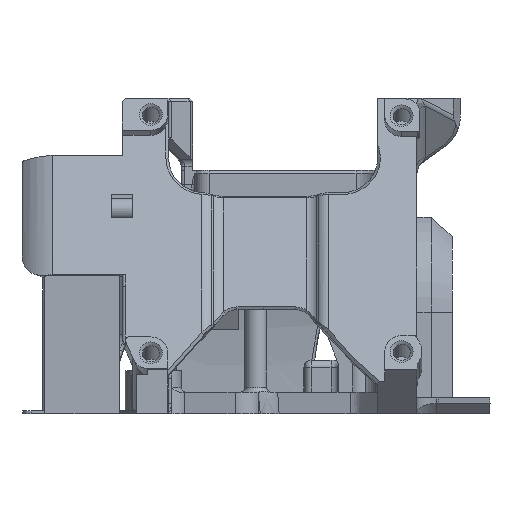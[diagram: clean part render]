
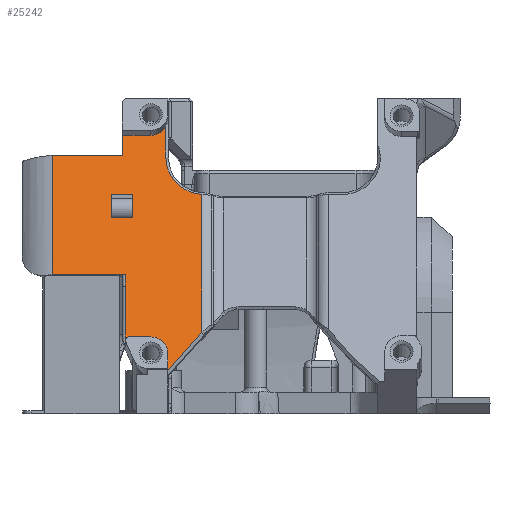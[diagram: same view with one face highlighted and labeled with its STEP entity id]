
A CAD part, left-side view. The second image highlights one B-rep face of the part: STEP entity #25242.
In plain terms, the highlighted planar face has unit normal (-0.94, 0, 0.342).
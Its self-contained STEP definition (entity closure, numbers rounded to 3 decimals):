
#1280=CIRCLE('',#27105,0.5);
#1281=CIRCLE('',#27106,2.35);
#1282=CIRCLE('',#27107,5.4);
#1283=CIRCLE('',#27108,2.35);
#2408=B_SPLINE_CURVE_WITH_KNOTS('',3,(#42491,#42492,#42493,#42494),
 .UNSPECIFIED.,.F.,.F.,(4,4),(0.,0.06),.UNSPECIFIED.);
#2409=B_SPLINE_CURVE_WITH_KNOTS('',3,(#42504,#42505,#42506,#42507),
 .UNSPECIFIED.,.F.,.F.,(4,4),(0.02,0.022),
 .UNSPECIFIED.);
#6485=ORIENTED_EDGE('',*,*,#12467,.F.);
#6486=ORIENTED_EDGE('',*,*,#12468,.T.);
#6487=ORIENTED_EDGE('',*,*,#12469,.T.);
#6488=ORIENTED_EDGE('',*,*,#12470,.T.);
#6489=ORIENTED_EDGE('',*,*,#12471,.T.);
#6490=ORIENTED_EDGE('',*,*,#12472,.F.);
#6491=ORIENTED_EDGE('',*,*,#12473,.T.);
#6492=ORIENTED_EDGE('',*,*,#12474,.F.);
#6493=ORIENTED_EDGE('',*,*,#12475,.F.);
#6494=ORIENTED_EDGE('',*,*,#12476,.T.);
#6495=ORIENTED_EDGE('',*,*,#12477,.T.);
#6496=ORIENTED_EDGE('',*,*,#12478,.T.);
#6497=ORIENTED_EDGE('',*,*,#12479,.T.);
#6498=ORIENTED_EDGE('',*,*,#12480,.F.);
#6499=ORIENTED_EDGE('',*,*,#12481,.F.);
#6500=ORIENTED_EDGE('',*,*,#12482,.F.);
#6501=ORIENTED_EDGE('',*,*,#12483,.F.);
#6502=ORIENTED_EDGE('',*,*,#12484,.F.);
#6503=ORIENTED_EDGE('',*,*,#12485,.F.);
#6504=ORIENTED_EDGE('',*,*,#12486,.F.);
#6505=ORIENTED_EDGE('',*,*,#12487,.T.);
#12467=EDGE_CURVE('',#15694,#15695,#17862,.T.);
#12468=EDGE_CURVE('',#15694,#15696,#17863,.T.);
#12469=EDGE_CURVE('',#15696,#15697,#17864,.T.);
#12470=EDGE_CURVE('',#15697,#15695,#17865,.T.);
#12471=EDGE_CURVE('',#15698,#15699,#17866,.F.);
#12472=EDGE_CURVE('',#15700,#15699,#1280,.F.);
#12473=EDGE_CURVE('',#15700,#15701,#17867,.T.);
#12474=EDGE_CURVE('',#15702,#15701,#1281,.T.);
#12475=EDGE_CURVE('',#15703,#15702,#17868,.T.);
#12476=EDGE_CURVE('',#15703,#15704,#17869,.T.);
#12477=EDGE_CURVE('',#15704,#15705,#17870,.T.);
#12478=EDGE_CURVE('',#15705,#15706,#1282,.T.);
#12479=EDGE_CURVE('',#15706,#15707,#17871,.T.);
#12480=EDGE_CURVE('',#15708,#15707,#1283,.T.);
#12481=EDGE_CURVE('',#15709,#15708,#17872,.T.);
#12482=EDGE_CURVE('',#15710,#15709,#2408,.F.);
#12483=EDGE_CURVE('',#15711,#15710,#17873,.T.);
#12484=EDGE_CURVE('',#15712,#15711,#17874,.T.);
#12485=EDGE_CURVE('',#15713,#15712,#17875,.T.);
#12486=EDGE_CURVE('',#15714,#15713,#17876,.T.);
#12487=EDGE_CURVE('',#15714,#15698,#2409,.T.);
#15694=VERTEX_POINT('',#42461);
#15695=VERTEX_POINT('',#42462);
#15696=VERTEX_POINT('',#42464);
#15697=VERTEX_POINT('',#42466);
#15698=VERTEX_POINT('',#42469);
#15699=VERTEX_POINT('',#42470);
#15700=VERTEX_POINT('',#42472);
#15701=VERTEX_POINT('',#42474);
#15702=VERTEX_POINT('',#42476);
#15703=VERTEX_POINT('',#42478);
#15704=VERTEX_POINT('',#42480);
#15705=VERTEX_POINT('',#42482);
#15706=VERTEX_POINT('',#42484);
#15707=VERTEX_POINT('',#42486);
#15708=VERTEX_POINT('',#42488);
#15709=VERTEX_POINT('',#42490);
#15710=VERTEX_POINT('',#42495);
#15711=VERTEX_POINT('',#42497);
#15712=VERTEX_POINT('',#42499);
#15713=VERTEX_POINT('',#42501);
#15714=VERTEX_POINT('',#42503);
#17862=LINE('',#42460,#19825);
#17863=LINE('',#42463,#19826);
#17864=LINE('',#42465,#19827);
#17865=LINE('',#42467,#19828);
#17866=LINE('',#42468,#19829);
#17867=LINE('',#42473,#19830);
#17868=LINE('',#42477,#19831);
#17869=LINE('',#42479,#19832);
#17870=LINE('',#42481,#19833);
#17871=LINE('',#42485,#19834);
#17872=LINE('',#42489,#19835);
#17873=LINE('',#42496,#19836);
#17874=LINE('',#42498,#19837);
#17875=LINE('',#42500,#19838);
#17876=LINE('',#42502,#19839);
#19825=VECTOR('',#31578,1000.);
#19826=VECTOR('',#31579,1000.);
#19827=VECTOR('',#31580,1000.);
#19828=VECTOR('',#31581,1000.);
#19829=VECTOR('',#31582,1000.);
#19830=VECTOR('',#31585,1000.);
#19831=VECTOR('',#31588,1000.);
#19832=VECTOR('',#31589,1000.);
#19833=VECTOR('',#31590,1000.);
#19834=VECTOR('',#31593,1000.);
#19835=VECTOR('',#31596,1000.);
#19836=VECTOR('',#31597,1000.);
#19837=VECTOR('',#31598,1000.);
#19838=VECTOR('',#31599,1000.);
#19839=VECTOR('',#31600,1000.);
#21440=EDGE_LOOP('',(#6485,#6486,#6487,#6488));
#21441=EDGE_LOOP('',(#6489,#6490,#6491,#6492,#6493,#6494,#6495,#6496,#6497,
#6498,#6499,#6500,#6501,#6502,#6503,#6504,#6505));
#23011=FACE_BOUND('',#21440,.T.);
#23012=FACE_BOUND('',#21441,.T.);
#24292=PLANE('',#27104);
#25242=ADVANCED_FACE('',(#23011,#23012),#24292,.T.);
#27104=AXIS2_PLACEMENT_3D('',#42459,#31576,#31577);
#27105=AXIS2_PLACEMENT_3D('',#42471,#31583,#31584);
#27106=AXIS2_PLACEMENT_3D('',#42475,#31586,#31587);
#27107=AXIS2_PLACEMENT_3D('',#42483,#31591,#31592);
#27108=AXIS2_PLACEMENT_3D('',#42487,#31594,#31595);
#31576=DIRECTION('',(-0.94,0.,0.342));
#31577=DIRECTION('',(-0.342,0.,-0.94));
#31578=DIRECTION('',(0.342,0.,0.94));
#31579=DIRECTION('',(0.,1.,0.));
#31580=DIRECTION('',(0.342,0.,0.94));
#31581=DIRECTION('',(0.,-1.,0.));
#31582=DIRECTION('',(0.342,0.,0.94));
#31583=DIRECTION('',(0.94,0.,-0.342));
#31584=DIRECTION('',(0.342,0.,0.94));
#31585=DIRECTION('',(0.,-1.,0.));
#31586=DIRECTION('',(-0.94,0.,0.342));
#31587=DIRECTION('',(-0.342,0.,-0.94));
#31588=DIRECTION('',(0.342,0.,0.94));
#31589=DIRECTION('',(0.262,-0.643,0.72));
#31590=DIRECTION('',(0.342,0.,0.94));
#31591=DIRECTION('',(0.94,0.,-0.342));
#31592=DIRECTION('',(0.342,0.,0.94));
#31593=DIRECTION('',(0.342,0.,0.94));
#31594=DIRECTION('',(-0.94,0.,0.342));
#31595=DIRECTION('',(-0.342,0.,-0.94));
#31596=DIRECTION('',(0.,-1.,0.));
#31597=DIRECTION('',(0.342,0.,0.94));
#31598=DIRECTION('',(0.,-1.,0.));
#31599=DIRECTION('',(0.342,0.,0.94));
#31600=DIRECTION('',(0.,1.,0.));
#42459=CARTESIAN_POINT('',(-143.233,43.625,7.513));
#42460=CARTESIAN_POINT('',(-143.233,46.125,7.513));
#42461=CARTESIAN_POINT('',(-136.025,46.125,27.318));
#42462=CARTESIAN_POINT('',(-134.842,46.125,30.57));
#42463=CARTESIAN_POINT('',(-136.025,49.125,27.318));
#42464=CARTESIAN_POINT('',(-136.025,49.125,27.318));
#42465=CARTESIAN_POINT('',(-143.233,49.125,7.513));
#42466=CARTESIAN_POINT('',(-134.842,49.125,30.57));
#42467=CARTESIAN_POINT('',(-134.842,46.125,30.57));
#42468=CARTESIAN_POINT('',(-143.233,47.174,7.513));
#42469=CARTESIAN_POINT('',(-139.495,47.174,17.785));
#42470=CARTESIAN_POINT('',(-142.438,47.174,9.699));
#42471=CARTESIAN_POINT('',(-142.498,46.706,9.534));
#42472=CARTESIAN_POINT('',(-142.327,46.706,10.004));
#42473=CARTESIAN_POINT('',(-142.327,43.625,10.004));
#42474=CARTESIAN_POINT('',(-142.327,43.625,10.004));
#42475=CARTESIAN_POINT('',(-143.131,43.625,7.795));
#42476=CARTESIAN_POINT('',(-143.131,41.275,7.795));
#42477=CARTESIAN_POINT('',(-130.237,41.275,43.222));
#42478=CARTESIAN_POINT('',(-143.766,41.275,6.051));
#42479=CARTESIAN_POINT('',(-143.849,41.48,5.822));
#42480=CARTESIAN_POINT('',(-141.835,36.539,11.354));
#42481=CARTESIAN_POINT('',(-143.233,36.539,7.513));
#42482=CARTESIAN_POINT('',(-134.831,36.539,30.6));
#42483=CARTESIAN_POINT('',(-132.989,36.125,35.659));
#42484=CARTESIAN_POINT('',(-132.989,41.525,35.659));
#42485=CARTESIAN_POINT('',(-143.233,41.525,7.513));
#42486=CARTESIAN_POINT('',(-131.384,41.525,40.069));
#42487=CARTESIAN_POINT('',(-131.023,43.625,41.06));
#42488=CARTESIAN_POINT('',(-131.827,43.625,38.852));
#42489=CARTESIAN_POINT('',(-131.827,43.625,38.852));
#42490=CARTESIAN_POINT('',(-131.827,46.125,38.852));
#42491=CARTESIAN_POINT('',(-131.827,46.125,38.852));
#42492=CARTESIAN_POINT('',(-131.827,46.625,38.852));
#42493=CARTESIAN_POINT('',(-131.827,47.125,38.852));
#42494=CARTESIAN_POINT('',(-131.827,47.625,38.852));
#42495=CARTESIAN_POINT('',(-131.827,47.625,38.852));
#42496=CARTESIAN_POINT('',(-143.233,47.625,7.513));
#42497=CARTESIAN_POINT('',(-132.846,47.625,36.052));
#42498=CARTESIAN_POINT('',(-132.846,47.125,36.052));
#42499=CARTESIAN_POINT('',(-132.846,57.406,36.052));
#42500=CARTESIAN_POINT('',(-138.898,57.406,19.425));
#42501=CARTESIAN_POINT('',(-138.898,57.406,19.425));
#42502=CARTESIAN_POINT('',(-138.898,47.125,19.425));
#42503=CARTESIAN_POINT('',(-138.898,47.223,19.425));
#42504=CARTESIAN_POINT('',(-138.898,47.223,19.425));
#42505=CARTESIAN_POINT('',(-139.097,47.213,18.878));
#42506=CARTESIAN_POINT('',(-139.295,47.174,18.333));
#42507=CARTESIAN_POINT('',(-139.495,47.174,17.785));
